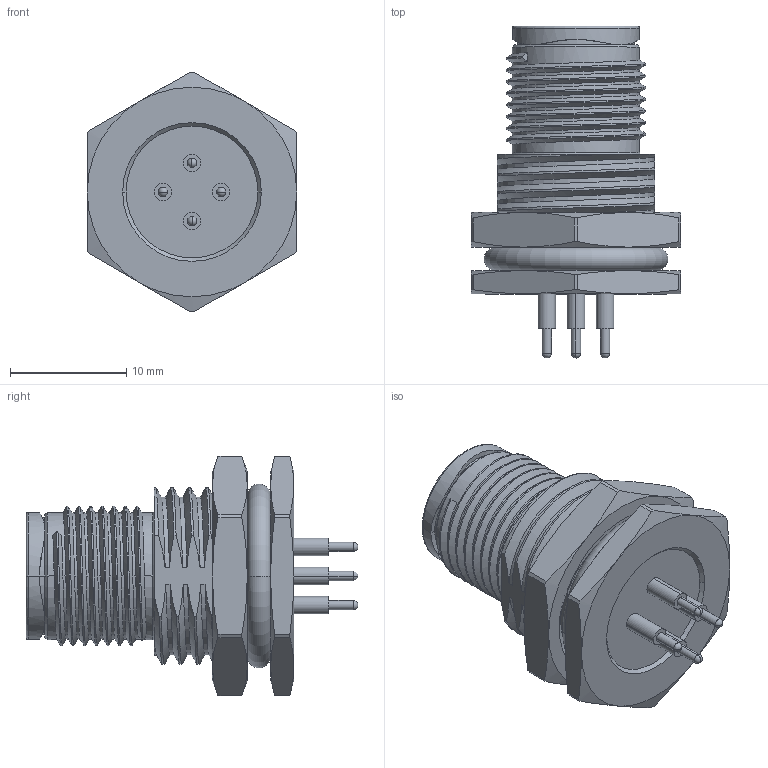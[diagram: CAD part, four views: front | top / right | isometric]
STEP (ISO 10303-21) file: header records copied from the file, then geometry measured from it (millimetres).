
FILE_DESCRIPTION (( 'STEP AP214' ), '1' );
FILE_NAME ('M12A-04PMMP-SF8001 Ass.STEP', '2023-01-23T17:28:40', ( '' ), ( '' ), 'SwSTEP 2.0', 'SolidWorks 2021', '' );
FILE_SCHEMA (( 'AUTOMOTIVE_DESIGN' ));
Length unit declared in the file: millimetre
Products named in the file (2): M12A-04PMMP-SF8001 Ass; M12A-04PMMP-SF8001
Assembly tree (1 placements, depth 2):
  M12A-04PMMP-SF8001 Ass
    M12A-04PMMP-SF8001
Bounding box: 18 x 28.5 x 20.6 mm (x, y, z)
Volume: 3264.2 mm3; surface area: 3955.7 mm2
Topology: 14 solids, 14 shells, 248 faces, 614 edges, 386 vertices
Faces by surface type: cylinder 91, plane 62, bspline 41, cone 30, sphere 16, torus 8
Entity records: 16089 total; most frequent: CARTESIAN_POINT 10890, ORIENTED_EDGE 1164, DIRECTION 884, EDGE_CURVE 582, VERTEX_POINT 370, AXIS2_PLACEMENT_3D 368, EDGE_LOOP 262, ADVANCED_FACE 248
